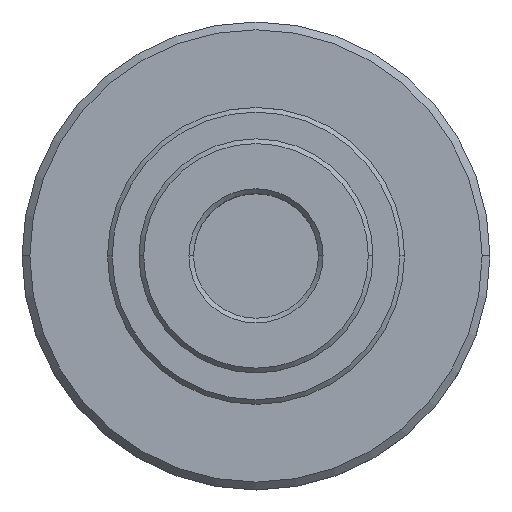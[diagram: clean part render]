
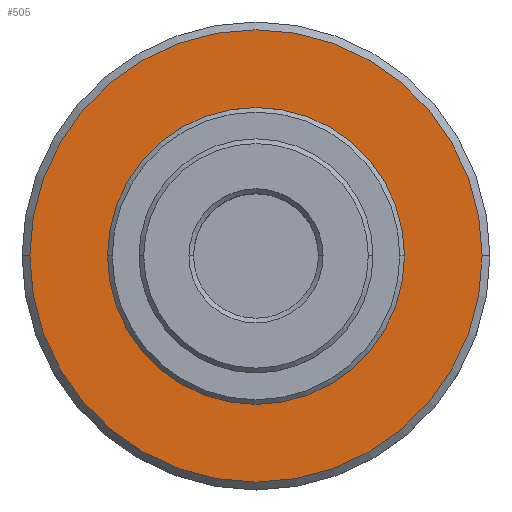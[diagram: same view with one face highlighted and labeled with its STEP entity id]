
A CAD part, top view. The second image highlights one B-rep face of the part: STEP entity #505.
In plain terms, the highlighted planar face has unit normal (0, 0, 1).
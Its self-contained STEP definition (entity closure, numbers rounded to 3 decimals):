
#16 = DIRECTION ( 'NONE',  ( -1., 0., 0. ) ) ;
#84 = EDGE_CURVE ( 'NONE', #431, #1640, #454, .T. ) ;
#138 = DIRECTION ( 'NONE',  ( 0., 0., 1. ) ) ;
#160 = CIRCLE ( 'NONE', #1103, 9.52 ) ;
#165 = CARTESIAN_POINT ( 'NONE',  ( 0., 0., 12.75 ) ) ;
#176 = ORIENTED_EDGE ( 'NONE', *, *, #84, .F. ) ;
#273 = DIRECTION ( 'NONE',  ( -1., 0., 0. ) ) ;
#323 = DIRECTION ( 'NONE',  ( 0., 0., -1. ) ) ;
#361 = CARTESIAN_POINT ( 'NONE',  ( -14.5, 0., 12.75 ) ) ;
#431 = VERTEX_POINT ( 'NONE', #887 ) ;
#432 = CARTESIAN_POINT ( 'NONE',  ( 0., 0., 12.75 ) ) ;
#454 = CIRCLE ( 'NONE', #2122, 9.52 ) ;
#505 = ADVANCED_FACE ( 'NONE', ( #2024, #701 ), #1200, .F. ) ;
#616 = CARTESIAN_POINT ( 'NONE',  ( 14.674, -14.674, 12.75 ) ) ;
#633 = DIRECTION ( 'NONE',  ( -1., 0., 0. ) ) ;
#684 = ORIENTED_EDGE ( 'NONE', *, *, #1854, .T. ) ;
#701 = FACE_OUTER_BOUND ( 'NONE', #940, .T. ) ;
#747 = VERTEX_POINT ( 'NONE', #935 ) ;
#811 = CARTESIAN_POINT ( 'NONE',  ( 0., 0., 12.75 ) ) ;
#887 = CARTESIAN_POINT ( 'NONE',  ( 9.52, 0., 12.75 ) ) ;
#935 = CARTESIAN_POINT ( 'NONE',  ( 14.5, 0., 12.75 ) ) ;
#940 = EDGE_LOOP ( 'NONE', ( #2110, #684 ) ) ;
#1014 = DIRECTION ( 'NONE',  ( 0., 0., 1. ) ) ;
#1103 = AXIS2_PLACEMENT_3D ( 'NONE', #432, #1467, #273 ) ;
#1108 = EDGE_CURVE ( 'NONE', #1169, #747, #1840, .T. ) ;
#1150 = CARTESIAN_POINT ( 'NONE',  ( 0., 0., 12.75 ) ) ;
#1169 = VERTEX_POINT ( 'NONE', #361 ) ;
#1200 = PLANE ( 'NONE',  #1224 ) ;
#1221 = CARTESIAN_POINT ( 'NONE',  ( -9.52, 0., 12.75 ) ) ;
#1224 = AXIS2_PLACEMENT_3D ( 'NONE', #616, #323, #16 ) ;
#1236 = ORIENTED_EDGE ( 'NONE', *, *, #1304, .F. ) ;
#1304 = EDGE_CURVE ( 'NONE', #1640, #431, #160, .T. ) ;
#1316 = DIRECTION ( 'NONE',  ( -1., 0., 0. ) ) ;
#1422 = EDGE_LOOP ( 'NONE', ( #1236, #176 ) ) ;
#1467 = DIRECTION ( 'NONE',  ( 0., 0., 1. ) ) ;
#1585 = CIRCLE ( 'NONE', #1589, 14.5 ) ;
#1589 = AXIS2_PLACEMENT_3D ( 'NONE', #811, #2019, #633 ) ;
#1602 = AXIS2_PLACEMENT_3D ( 'NONE', #165, #1014, #2219 ) ;
#1640 = VERTEX_POINT ( 'NONE', #1221 ) ;
#1840 = CIRCLE ( 'NONE', #1602, 14.5 ) ;
#1854 = EDGE_CURVE ( 'NONE', #747, #1169, #1585, .T. ) ;
#2019 = DIRECTION ( 'NONE',  ( 0., 0., 1. ) ) ;
#2024 = FACE_BOUND ( 'NONE', #1422, .T. ) ;
#2110 = ORIENTED_EDGE ( 'NONE', *, *, #1108, .T. ) ;
#2122 = AXIS2_PLACEMENT_3D ( 'NONE', #1150, #138, #1316 ) ;
#2219 = DIRECTION ( 'NONE',  ( -1., 0., 0. ) ) ;
